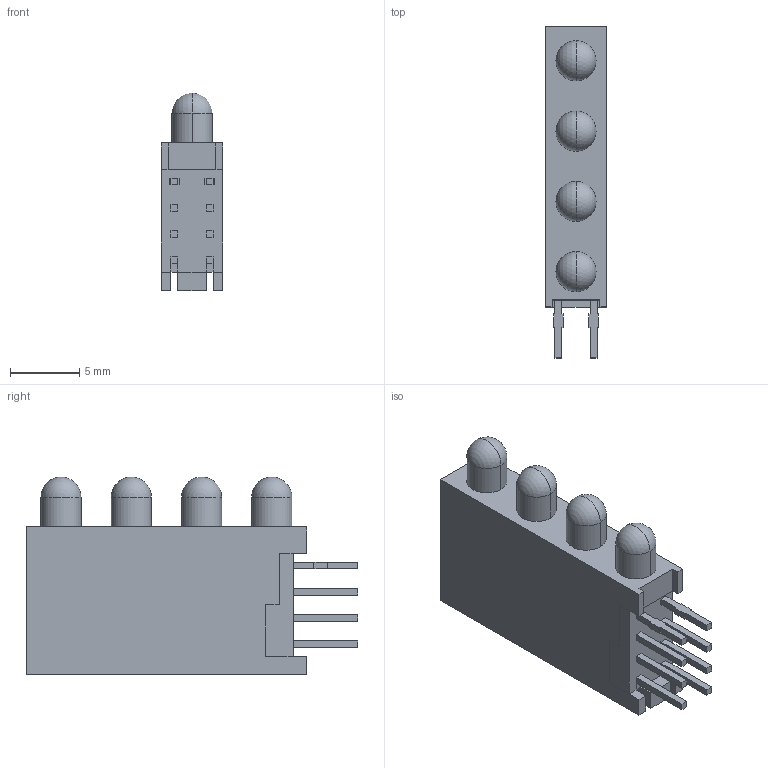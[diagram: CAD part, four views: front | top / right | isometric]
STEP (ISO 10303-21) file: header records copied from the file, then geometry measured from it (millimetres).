
FILE_DESCRIPTION (( 'STEP AP214' ), '1' );
FILE_NAME ('934SB.STEP', '2008-08-27T23:33:12', ( '' ), ( '' ), 'SwSTEP 2.0', 'SolidWorks 2008', '' );
FILE_SCHEMA (( 'AUTOMOTIVE_DESIGN' ));
Length unit declared in the file: millimetre
Products named in the file (1): 934SB
Bounding box: 4.46 x 23.98 x 14.3 mm (x, y, z)
Volume: 983 mm3; surface area: 1049.9 mm2
Topology: 3 solids, 3 shells, 407 faces, 1093 edges, 722 vertices
Faces by surface type: plane 273, bspline 116, cylinder 10, sphere 8
Entity records: 22437 total; most frequent: CARTESIAN_POINT 8587, ORIENTED_EDGE 2154, DIRECTION 1457, EDGE_CURVE 1077, VECTOR 817, LINE 817, VERTEX_POINT 714, EDGE_LOOP 445
